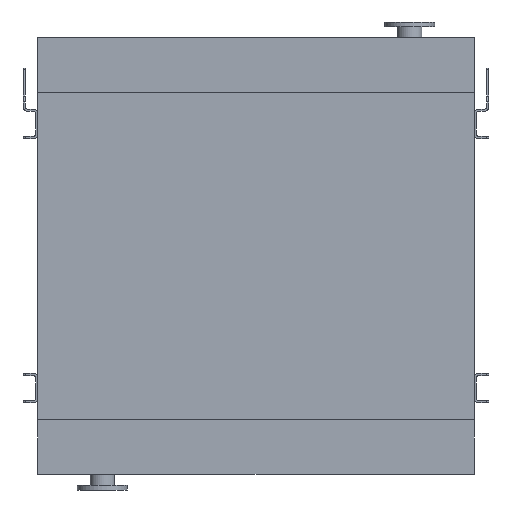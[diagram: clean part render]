
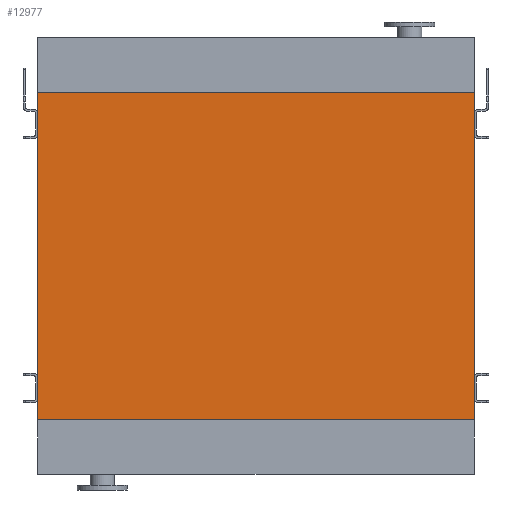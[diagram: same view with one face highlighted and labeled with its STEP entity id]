
A CAD part, front view. The second image highlights one B-rep face of the part: STEP entity #12977.
In plain terms, the highlighted planar face has unit normal (0, -1, 0).
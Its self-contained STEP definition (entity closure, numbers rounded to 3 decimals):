
#4 = CARTESIAN_POINT ( 'NONE',  ( 965., 0., -1450. ) ) ;
#703 = ORIENTED_EDGE ( 'NONE', *, *, #2400, .F. ) ;
#816 = CARTESIAN_POINT ( 'NONE',  ( -965., 0., 0. ) ) ;
#984 = VECTOR ( 'NONE', #11556, 1000. ) ;
#1083 = ORIENTED_EDGE ( 'NONE', *, *, #8809, .T. ) ;
#1458 = DIRECTION ( 'NONE',  ( 0., 0., 1. ) ) ;
#2400 = EDGE_CURVE ( 'NONE', #13690, #9806, #13398, .T. ) ;
#3106 = LINE ( 'NONE', #5136, #5885 ) ;
#3706 = DIRECTION ( 'NONE',  ( 0., -1., 0. ) ) ;
#3821 = ORIENTED_EDGE ( 'NONE', *, *, #5656, .T. ) ;
#4501 = CARTESIAN_POINT ( 'NONE',  ( -965., 0., -1450. ) ) ;
#4513 = VERTEX_POINT ( 'NONE', #4 ) ;
#4990 = CARTESIAN_POINT ( 'NONE',  ( -965., 0., -1450. ) ) ;
#5136 = CARTESIAN_POINT ( 'NONE',  ( 965., 0., -1450. ) ) ;
#5656 = EDGE_CURVE ( 'NONE', #13690, #4513, #6507, .T. ) ;
#5774 = FACE_OUTER_BOUND ( 'NONE', #7584, .T. ) ;
#5885 = VECTOR ( 'NONE', #12184, 1000. ) ;
#6507 = LINE ( 'NONE', #4501, #984 ) ;
#6608 = ORIENTED_EDGE ( 'NONE', *, *, #7222, .F. ) ;
#7090 = VERTEX_POINT ( 'NONE', #13486 ) ;
#7222 = EDGE_CURVE ( 'NONE', #9806, #7090, #8685, .T. ) ;
#7584 = EDGE_LOOP ( 'NONE', ( #6608, #703, #3821, #1083 ) ) ;
#7874 = DIRECTION ( 'NONE',  ( 1., 0., 0. ) ) ;
#8381 = PLANE ( 'NONE',  #14256 ) ;
#8470 = CARTESIAN_POINT ( 'NONE',  ( -965., 0., -1450. ) ) ;
#8685 = LINE ( 'NONE', #816, #11814 ) ;
#8809 = EDGE_CURVE ( 'NONE', #4513, #7090, #3106, .T. ) ;
#9806 = VERTEX_POINT ( 'NONE', #12058 ) ;
#10286 = VECTOR ( 'NONE', #1458, 1000. ) ;
#10789 = CARTESIAN_POINT ( 'NONE',  ( -965., 0., -1450. ) ) ;
#11556 = DIRECTION ( 'NONE',  ( 1., 0., 0. ) ) ;
#11814 = VECTOR ( 'NONE', #7874, 1000. ) ;
#11958 = DIRECTION ( 'NONE',  ( 0., 0., -1. ) ) ;
#12058 = CARTESIAN_POINT ( 'NONE',  ( -965., 0., 0. ) ) ;
#12184 = DIRECTION ( 'NONE',  ( 0., 0., 1. ) ) ;
#12977 = ADVANCED_FACE ( 'NONE', ( #5774 ), #8381, .T. ) ;
#13398 = LINE ( 'NONE', #8470, #10286 ) ;
#13486 = CARTESIAN_POINT ( 'NONE',  ( 965., 0., 0. ) ) ;
#13690 = VERTEX_POINT ( 'NONE', #4990 ) ;
#14256 = AXIS2_PLACEMENT_3D ( 'NONE', #10789, #3706, #11958 ) ;
